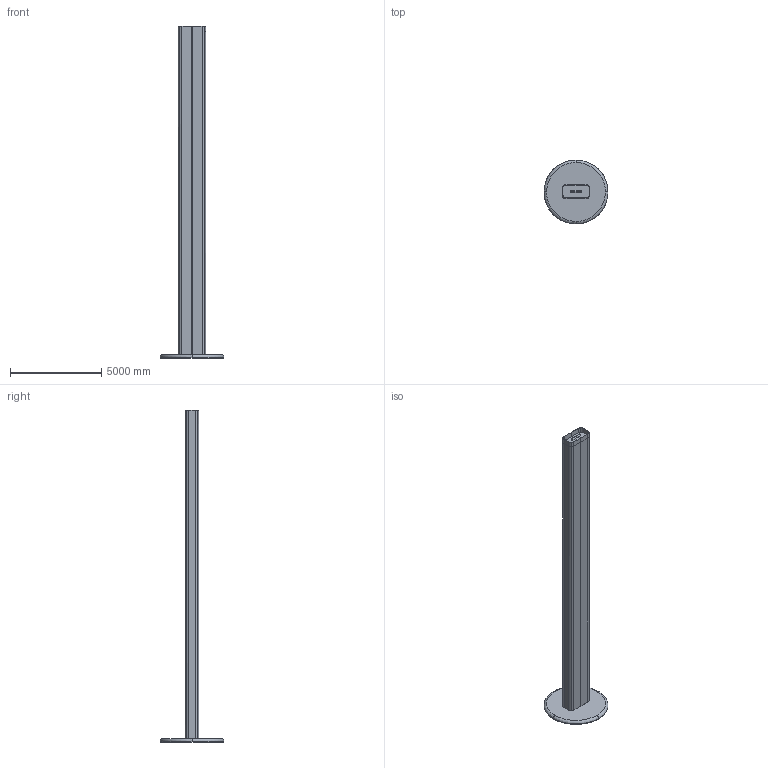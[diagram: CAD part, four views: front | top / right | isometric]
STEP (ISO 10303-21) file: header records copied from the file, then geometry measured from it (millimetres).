
FILE_DESCRIPTION(/* description */ (''),/* implementation_level */ '2;1');
FILE_NAME(/* name */ 'Megaron_Terra_3D',/* time_stamp */ '2012-02-06T10:39:28+01:00',/* author */ (''),/* organization */ (''),/* preprocessor_version */ 'ST-DEVELOPER v10',/* originating_system */ '',/* authorisation */ '');
FILE_SCHEMA (('CONFIG_CONTROL_DESIGN'));
Length unit declared in the file: centimetre
Products named in the file (1): 1
Bounding box: 3500 x 3500 x 18190 mm (x, y, z)
Volume: 3213592440.5 mm3; surface area: 170448451 mm2
Topology: 5 solids, 5 shells, 71 faces, 176 edges, 116 vertices
Faces by surface type: bspline 40, plane 31
Entity records: 2492 total; most frequent: CARTESIAN_POINT 1332, ORIENTED_EDGE 352, EDGE_CURVE 176, VERTEX_POINT 116, B_SPLINE_CURVE_WITH_KNOTS 108, EDGE_LOOP 72, ADVANCED_FACE 71, FACE_OUTER_BOUND 71
